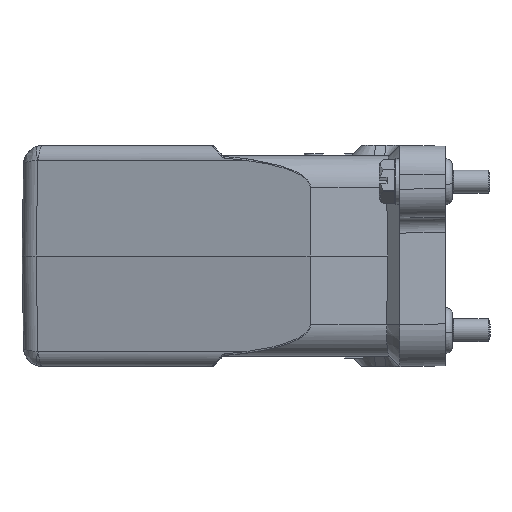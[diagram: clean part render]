
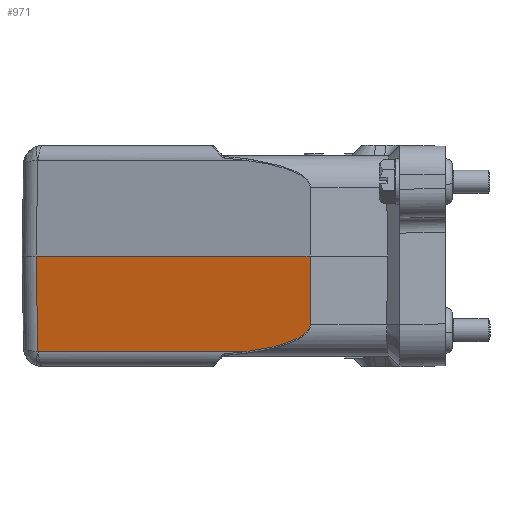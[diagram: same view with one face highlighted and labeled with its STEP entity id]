
A CAD part, left-side view. The second image highlights one B-rep face of the part: STEP entity #971.
In plain terms, the highlighted planar face has unit normal (-0.966, 0.259, -0.018).
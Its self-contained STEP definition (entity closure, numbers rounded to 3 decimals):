
#446=PLANE('',#9413);
#971=ADVANCED_FACE('NONE',(#1618),#446,.T.);
#1618=FACE_OUTER_BOUND('',#2145,.T.);
#2145=EDGE_LOOP('',(#4130,#4131,#4132,#4133,#4134,#4135));
#2639=B_SPLINE_CURVE_WITH_KNOTS('',3,(#13892,#13893,#13894,#13895,#13896,
#13897,#13898,#13899,#13900,#13901,#13902,#13903,#13904,#13905,#13906,#13907,
#13908,#13909,#13910,#13911),.UNSPECIFIED.,.F.,.F.,(4,2,2,2,2,2,2,2,2,4),
(0.,0.031,0.063,0.125,0.188,0.25,0.375,0.5,0.75,1.),.UNSPECIFIED.);
#2683=B_SPLINE_CURVE_WITH_KNOTS('',3,(#14964,#14965,#14966,#14967),
 .UNSPECIFIED.,.F.,.F.,(4,4),(0.,1.),.UNSPECIFIED.);
#4130=ORIENTED_EDGE('',*,*,#7202,.T.);
#4131=ORIENTED_EDGE('',*,*,#7203,.T.);
#4132=ORIENTED_EDGE('',*,*,#7204,.T.);
#4133=ORIENTED_EDGE('',*,*,#7205,.F.);
#4134=ORIENTED_EDGE('',*,*,#6992,.F.);
#4135=ORIENTED_EDGE('',*,*,#6990,.F.);
#6018=VERTEX_POINT('',#13874);
#6019=VERTEX_POINT('',#13884);
#6020=VERTEX_POINT('',#13891);
#6128=VERTEX_POINT('',#14959);
#6129=VERTEX_POINT('',#14963);
#6130=VERTEX_POINT('',#14968);
#6990=EDGE_CURVE('NONE',#6018,#6019,#8082,.T.);
#6992=EDGE_CURVE('NONE',#6019,#6020,#2639,.T.);
#7202=EDGE_CURVE('NONE',#6018,#6128,#8239,.T.);
#7203=EDGE_CURVE('NONE',#6128,#6129,#8240,.T.);
#7204=EDGE_CURVE('NONE',#6129,#6130,#2683,.T.);
#7205=EDGE_CURVE('NONE',#6020,#6130,#8241,.T.);
#8082=LINE('',#13885,#8715);
#8239=LINE('',#14960,#8872);
#8240=LINE('',#14962,#8873);
#8241=LINE('',#14969,#8874);
#8715=VECTOR('',#10356,1.);
#8872=VECTOR('',#10705,1.);
#8873=VECTOR('',#10708,1.);
#8874=VECTOR('',#10709,1.);
#9413=AXIS2_PLACEMENT_3D('',#14970,#10710,#10711);
#10356=DIRECTION('',(0.017,-0.002,-1.));
#10705=DIRECTION('',(0.259,0.966,0.));
#10708=DIRECTION('',(0.013,-0.017,-1.));
#10709=DIRECTION('',(0.259,0.966,0.));
#10710=DIRECTION('',(-0.966,0.259,-0.017));
#10711=DIRECTION('',(-0.259,-0.966,0.));
#13874=CARTESIAN_POINT('',(-61.483,35.49,0.));
#13884=CARTESIAN_POINT('',(-61.17,35.448,-17.948));
#13885=CARTESIAN_POINT('',(-61.489,35.49,0.325));
#13891=CARTESIAN_POINT('',(-56.529,52.287,-25.07));
#13892=CARTESIAN_POINT('',(-61.17,35.448,-17.948));
#13893=CARTESIAN_POINT('',(-61.166,35.448,-18.152));
#13894=CARTESIAN_POINT('',(-61.155,35.477,-18.355));
#13895=CARTESIAN_POINT('',(-61.118,35.586,-18.746));
#13896=CARTESIAN_POINT('',(-61.094,35.666,-18.933));
#13897=CARTESIAN_POINT('',(-61.006,35.957,-19.465));
#13898=CARTESIAN_POINT('',(-60.93,36.218,-19.778));
#13899=CARTESIAN_POINT('',(-60.766,36.793,-20.338));
#13900=CARTESIAN_POINT('',(-60.677,37.108,-20.587));
#13901=CARTESIAN_POINT('',(-60.492,37.767,-21.042));
#13902=CARTESIAN_POINT('',(-60.397,38.11,-21.249));
#13903=CARTESIAN_POINT('',(-60.104,39.163,-21.823));
#13904=CARTESIAN_POINT('',(-59.902,39.895,-22.146));
#13905=CARTESIAN_POINT('',(-59.493,41.384,-22.724));
#13906=CARTESIAN_POINT('',(-59.285,42.142,-22.977));
#13907=CARTESIAN_POINT('',(-58.658,44.436,-23.663));
#13908=CARTESIAN_POINT('',(-58.235,45.992,-24.024));
#13909=CARTESIAN_POINT('',(-57.384,49.126,-24.629));
#13910=CARTESIAN_POINT('',(-56.957,50.704,-24.872));
#13911=CARTESIAN_POINT('',(-56.529,52.287,-25.07));
#14959=CARTESIAN_POINT('',(-42.243,107.295,0.));
#14960=CARTESIAN_POINT('',(-41.25,111.,0.));
#14962=CARTESIAN_POINT('',(-42.243,107.295,0.));
#14963=CARTESIAN_POINT('',(-41.908,106.857,-25.04));
#14964=CARTESIAN_POINT('',(-41.908,106.857,-25.04));
#14965=CARTESIAN_POINT('',(-41.928,106.778,-25.06));
#14966=CARTESIAN_POINT('',(-41.95,106.698,-25.07));
#14967=CARTESIAN_POINT('',(-41.972,106.615,-25.07));
#14968=CARTESIAN_POINT('',(-41.972,106.615,-25.07));
#14969=CARTESIAN_POINT('',(-58.394,45.327,-25.07));
#14970=CARTESIAN_POINT('',(-41.25,111.,0.));
